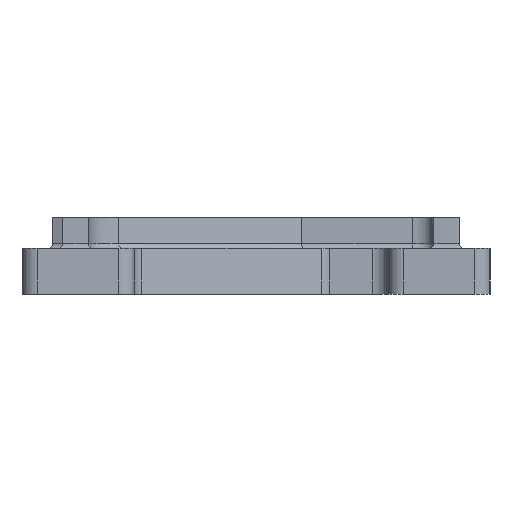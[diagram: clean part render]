
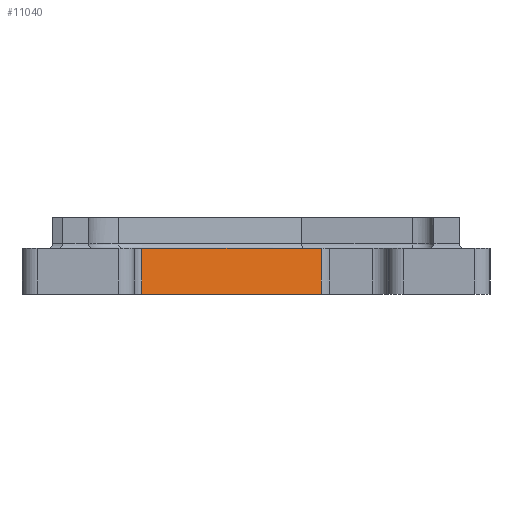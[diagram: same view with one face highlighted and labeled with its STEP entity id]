
A CAD part, left-side view. The second image highlights one B-rep face of the part: STEP entity #11040.
In plain terms, the highlighted planar face has unit normal (-0.86, -0.511, 0).
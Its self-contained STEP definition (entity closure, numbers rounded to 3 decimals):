
#268 = CARTESIAN_POINT ( 'NONE',  ( 7.875, 21.351, -3. ) ) ;
#391 = PLANE ( 'NONE',  #3804 ) ;
#710 = CARTESIAN_POINT ( 'NONE',  ( 14.85, 9.612, 0. ) ) ;
#741 = EDGE_CURVE ( 'NONE', #14212, #15760, #4811, .T. ) ;
#877 = VECTOR ( 'NONE', #6363, 1000. ) ;
#1552 = VECTOR ( 'NONE', #3435, 1000. ) ;
#1691 = VECTOR ( 'NONE', #5325, 1000. ) ;
#2290 = VECTOR ( 'NONE', #13925, 1000. ) ;
#2548 = ORIENTED_EDGE ( 'NONE', *, *, #4971, .T. ) ;
#2913 = ORIENTED_EDGE ( 'NONE', *, *, #741, .F. ) ;
#3435 = DIRECTION ( 'NONE',  ( -0.511, 0.86, 0. ) ) ;
#3804 = AXIS2_PLACEMENT_3D ( 'NONE', #8909, #8959, #7559 ) ;
#3939 = CARTESIAN_POINT ( 'NONE',  ( 14.85, 9.612, -3. ) ) ;
#4811 = LINE ( 'NONE', #14217, #1552 ) ;
#4971 = EDGE_CURVE ( 'NONE', #14006, #13065, #9916, .T. ) ;
#5325 = DIRECTION ( 'NONE',  ( 0., 0., 1. ) ) ;
#5331 = EDGE_CURVE ( 'NONE', #14212, #14006, #13190, .T. ) ;
#6363 = DIRECTION ( 'NONE',  ( 0., 0., -1. ) ) ;
#6380 = EDGE_LOOP ( 'NONE', ( #2548, #10111, #2913, #6870 ) ) ;
#6530 = FACE_OUTER_BOUND ( 'NONE', #6380, .T. ) ;
#6870 = ORIENTED_EDGE ( 'NONE', *, *, #5331, .T. ) ;
#7559 = DIRECTION ( 'NONE',  ( -0.511, 0.86, 0. ) ) ;
#8909 = CARTESIAN_POINT ( 'NONE',  ( 7.584, 21.841, -3. ) ) ;
#8959 = DIRECTION ( 'NONE',  ( 0.86, 0.511, 0. ) ) ;
#9916 = LINE ( 'NONE', #10333, #2290 ) ;
#10050 = CARTESIAN_POINT ( 'NONE',  ( 7.875, 21.351, -3. ) ) ;
#10111 = ORIENTED_EDGE ( 'NONE', *, *, #13225, .T. ) ;
#10333 = CARTESIAN_POINT ( 'NONE',  ( 7.584, 21.841, 0. ) ) ;
#10658 = CARTESIAN_POINT ( 'NONE',  ( 7.875, 21.351, 0. ) ) ;
#11040 = ADVANCED_FACE ( 'NONE', ( #6530 ), #391, .F. ) ;
#11084 = CARTESIAN_POINT ( 'NONE',  ( 14.85, 9.612, 0. ) ) ;
#13065 = VERTEX_POINT ( 'NONE', #10658 ) ;
#13190 = LINE ( 'NONE', #710, #1691 ) ;
#13225 = EDGE_CURVE ( 'NONE', #13065, #15760, #14811, .T. ) ;
#13925 = DIRECTION ( 'NONE',  ( -0.511, 0.86, 0. ) ) ;
#14006 = VERTEX_POINT ( 'NONE', #11084 ) ;
#14212 = VERTEX_POINT ( 'NONE', #3939 ) ;
#14217 = CARTESIAN_POINT ( 'NONE',  ( 7.584, 21.841, -3. ) ) ;
#14811 = LINE ( 'NONE', #10050, #877 ) ;
#15760 = VERTEX_POINT ( 'NONE', #268 ) ;
